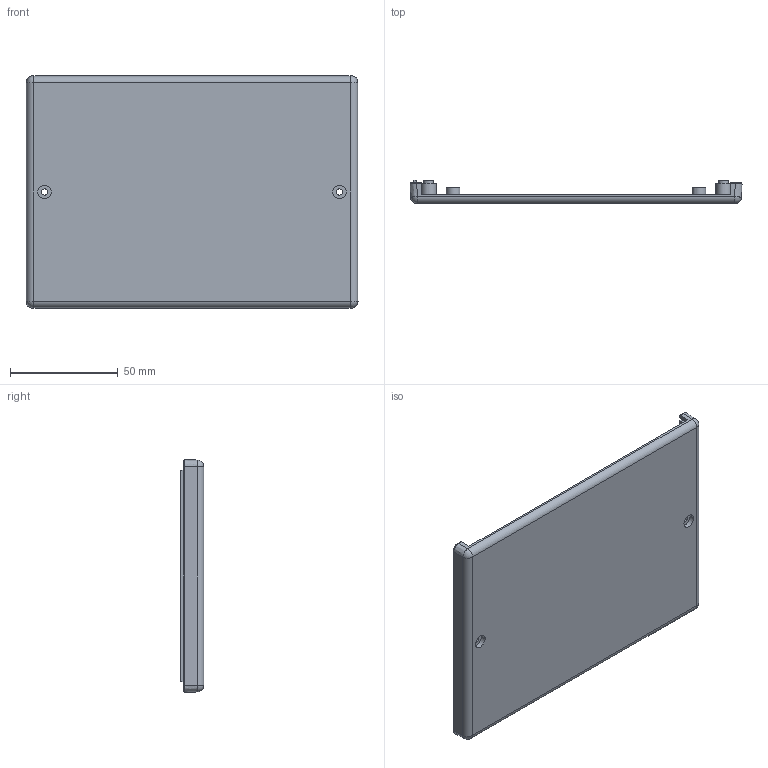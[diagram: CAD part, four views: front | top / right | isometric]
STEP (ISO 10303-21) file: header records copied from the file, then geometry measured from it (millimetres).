
FILE_DESCRIPTION((''),'2;1');
FILE_NAME('LH64_BOTTOM','2005-08-05T',('ted'),(''),'PRO/ENGINEER BY PARAMETRIC TECHNOLOGY CORPORATION, 2003090','PRO/ENGINEER BY PARAMETRIC TECHNOLOGY CORPORATION, 2003090','');
FILE_SCHEMA(('CONFIG_CONTROL_DESIGN'));
Length unit declared in the file: inch
Products named in the file (1): LH64_BOTTOM
Bounding box: 154.42 x 10.92 x 108.18 mm (x, y, z)
Volume: 58122.9 mm3; surface area: 40400.6 mm2
Topology: 1 solids, 1 shells, 146 faces, 376 edges, 244 vertices
Faces by surface type: plane 96, cylinder 38, sphere 4, bspline 4, extrusion 4
Entity records: 4622 total; most frequent: CARTESIAN_POINT 1016, ORIENTED_EDGE 744, DIRECTION 708, EDGE_CURVE 372, VECTOR 280, LINE 276, VERTEX_POINT 244, AXIS2_PLACEMENT_3D 214
